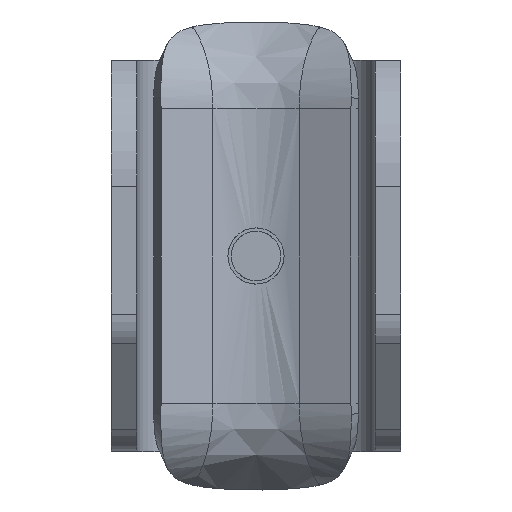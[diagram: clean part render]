
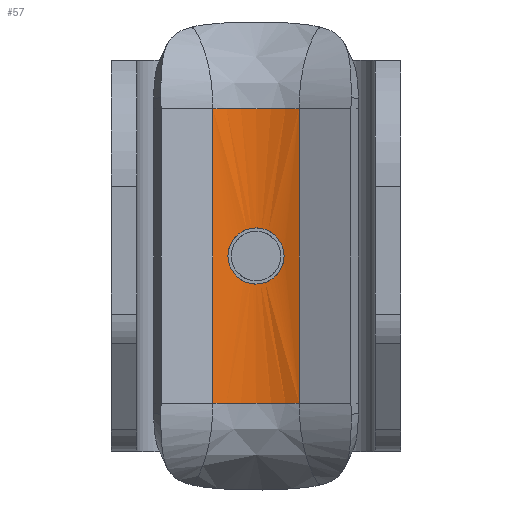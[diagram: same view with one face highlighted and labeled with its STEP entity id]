
A CAD part, front view. The second image highlights one B-rep face of the part: STEP entity #57.
In plain terms, the highlighted free-form (B-spline) face has degree [1, 2] with [2, 3] control points.
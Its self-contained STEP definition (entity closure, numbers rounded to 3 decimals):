
#22=FACE_BOUND('',#378,.T.);
#57=ADVANCED_FACE('',(#217,#22),#2493,.T.);
#217=FACE_OUTER_BOUND('',#377,.T.);
#377=EDGE_LOOP('',(#630,#631,#632,#633));
#378=EDGE_LOOP('',(#634,#635));
#630=ORIENTED_EDGE('',*,*,#1391,.T.);
#631=ORIENTED_EDGE('',*,*,#1368,.T.);
#632=ORIENTED_EDGE('',*,*,#1390,.F.);
#633=ORIENTED_EDGE('',*,*,#1372,.F.);
#634=ORIENTED_EDGE('',*,*,#1418,.F.);
#635=ORIENTED_EDGE('',*,*,#1414,.F.);
#1368=EDGE_CURVE('',#2174,#2175,#1749,.T.);
#1372=EDGE_CURVE('',#2176,#2177,#1752,.T.);
#1390=EDGE_CURVE('',#2177,#2175,#1764,.T.);
#1391=EDGE_CURVE('',#2176,#2174,#1870,.T.);
#1414=EDGE_CURVE('',#2196,#2199,#1891,.T.);
#1418=EDGE_CURVE('',#2199,#2196,#1892,.T.);
#1749=(
BOUNDED_CURVE()
B_SPLINE_CURVE(2,(#4096,#4097,#4098),.UNSPECIFIED.,.F.,.F.)
B_SPLINE_CURVE_WITH_KNOTS((3,3),(-5.236,0.),.UNSPECIFIED.)
CURVE()
GEOMETRIC_REPRESENTATION_ITEM()
RATIONAL_B_SPLINE_CURVE((1.,0.906,1.))
REPRESENTATION_ITEM('')
);
#1752=(
BOUNDED_CURVE()
B_SPLINE_CURVE(2,(#4107,#4108,#4109),.UNSPECIFIED.,.F.,.F.)
B_SPLINE_CURVE_WITH_KNOTS((3,3),(-5.236,0.),.UNSPECIFIED.)
CURVE()
GEOMETRIC_REPRESENTATION_ITEM()
RATIONAL_B_SPLINE_CURVE((1.,0.906,1.))
REPRESENTATION_ITEM('')
);
#1764=(
BOUNDED_CURVE()
B_SPLINE_CURVE(1,(#4155,#4156),.UNSPECIFIED.,.F.,.F.)
B_SPLINE_CURVE_WITH_KNOTS((2,2),(0.,17.317),.UNSPECIFIED.)
CURVE()
GEOMETRIC_REPRESENTATION_ITEM()
RATIONAL_B_SPLINE_CURVE((1.,1.))
REPRESENTATION_ITEM('')
);
#1870=B_SPLINE_CURVE_WITH_KNOTS('',1,(#4157,#4158),.UNSPECIFIED.,.F.,.F.,
(2,2),(0.,17.317),.UNSPECIFIED.);
#1891=B_SPLINE_CURVE_WITH_KNOTS('',3,(#4205,#4206,#4207,#4208,#4209,#4210,
#4211,#4212,#4213,#4214,#4215,#4216,#4217,#4218,#4219,#4220,#4221,#4222,
#4223,#4224,#4225,#4226,#4227,#4228,#4229,#4230,#4231),.UNSPECIFIED.,.F.,
 .F.,(4,2,2,2,2,2,3,2,2,2,2,2,4),(0.,0.333,0.653,
1.308,1.962,2.282,2.615,2.948,
3.268,3.923,4.577,4.897,5.23),
 .UNSPECIFIED.);
#1892=B_SPLINE_CURVE_WITH_KNOTS('',3,(#4241,#4242,#4243,#4244,#4245,#4246,
#4247,#4248,#4249,#4250,#4251,#4252,#4253,#4254,#4255,#4256,#4257,#4258,
#4259,#4260,#4261,#4262,#4263,#4264,#4265,#4266,#4267,#4268,#4269),
 .UNSPECIFIED.,.F.,.F.,(4,2,2,2,2,2,3,2,2,2,2,2,2,4),(5.23,
5.564,5.884,6.538,7.192,7.512,
7.845,8.172,8.498,9.152,9.478,
9.804,10.131,10.457),.UNSPECIFIED.);
#2174=VERTEX_POINT('',#3737);
#2175=VERTEX_POINT('',#3738);
#2176=VERTEX_POINT('',#3739);
#2177=VERTEX_POINT('',#3740);
#2196=VERTEX_POINT('',#3759);
#2199=VERTEX_POINT('',#3762);
#2493=(
BOUNDED_SURFACE()
B_SPLINE_SURFACE(1,2,((#3210,#3211,#3212),(#3213,#3214,#3215)),
 .UNSPECIFIED.,.F.,.F.,.F.)
B_SPLINE_SURFACE_WITH_KNOTS((2,2),(3,3),(0.,17.317),(-5.236,
0.),.UNSPECIFIED.)
GEOMETRIC_REPRESENTATION_ITEM()
RATIONAL_B_SPLINE_SURFACE(((1.,0.906,1.),(1.,0.906,
1.)))
REPRESENTATION_ITEM('')
SURFACE()
);
#3210=CARTESIAN_POINT('',(-2.536,-6.882,20.159));
#3211=CARTESIAN_POINT('',(0.,-5.699,20.159));
#3212=CARTESIAN_POINT('',(2.536,-6.882,20.159));
#3213=CARTESIAN_POINT('',(-2.536,-6.882,2.841));
#3214=CARTESIAN_POINT('',(0.,-5.699,2.841));
#3215=CARTESIAN_POINT('',(2.536,-6.882,2.841));
#3737=CARTESIAN_POINT('',(-2.536,-6.882,2.841));
#3738=CARTESIAN_POINT('',(2.536,-6.882,2.841));
#3739=CARTESIAN_POINT('',(-2.536,-6.882,20.159));
#3740=CARTESIAN_POINT('',(2.536,-6.882,20.159));
#3759=CARTESIAN_POINT('',(0.,-6.319,13.15));
#3762=CARTESIAN_POINT('',(0.,-6.319,9.85));
#4096=CARTESIAN_POINT('',(-2.536,-6.882,2.841));
#4097=CARTESIAN_POINT('',(0.,-5.699,2.841));
#4098=CARTESIAN_POINT('',(2.536,-6.882,2.841));
#4107=CARTESIAN_POINT('',(-2.536,-6.882,20.159));
#4108=CARTESIAN_POINT('',(0.,-5.699,20.159));
#4109=CARTESIAN_POINT('',(2.536,-6.882,20.159));
#4155=CARTESIAN_POINT('',(2.536,-6.882,20.159));
#4156=CARTESIAN_POINT('',(2.536,-6.882,2.841));
#4157=CARTESIAN_POINT('',(-2.536,-6.882,20.159));
#4158=CARTESIAN_POINT('',(-2.536,-6.882,2.841));
#4205=CARTESIAN_POINT('',(0.,-6.319,13.15));
#4206=CARTESIAN_POINT('',(-0.111,-6.319,13.15));
#4207=CARTESIAN_POINT('',(-0.221,-6.323,13.139));
#4208=CARTESIAN_POINT('',(-0.434,-6.334,13.095));
#4209=CARTESIAN_POINT('',(-0.536,-6.343,13.064));
#4210=CARTESIAN_POINT('',(-0.833,-6.374,12.94));
#4211=CARTESIAN_POINT('',(-1.014,-6.404,12.819));
#4212=CARTESIAN_POINT('',(-1.319,-6.464,12.514));
#4213=CARTESIAN_POINT('',(-1.44,-6.494,12.333));
#4214=CARTESIAN_POINT('',(-1.564,-6.527,12.036));
#4215=CARTESIAN_POINT('',(-1.595,-6.535,11.934));
#4216=CARTESIAN_POINT('',(-1.639,-6.548,11.721));
#4217=CARTESIAN_POINT('',(-1.65,-6.551,11.611));
#4218=CARTESIAN_POINT('',(-1.65,-6.551,11.5));
#4219=CARTESIAN_POINT('',(-1.65,-6.551,11.389));
#4220=CARTESIAN_POINT('',(-1.639,-6.548,11.279));
#4221=CARTESIAN_POINT('',(-1.595,-6.535,11.066));
#4222=CARTESIAN_POINT('',(-1.564,-6.527,10.964));
#4223=CARTESIAN_POINT('',(-1.44,-6.494,10.667));
#4224=CARTESIAN_POINT('',(-1.319,-6.464,10.486));
#4225=CARTESIAN_POINT('',(-1.014,-6.404,10.181));
#4226=CARTESIAN_POINT('',(-0.833,-6.374,10.06));
#4227=CARTESIAN_POINT('',(-0.536,-6.343,9.936));
#4228=CARTESIAN_POINT('',(-0.434,-6.334,9.905));
#4229=CARTESIAN_POINT('',(-0.221,-6.323,9.861));
#4230=CARTESIAN_POINT('',(-0.111,-6.319,9.85));
#4231=CARTESIAN_POINT('',(0.,-6.319,9.85));
#4241=CARTESIAN_POINT('',(0.,-6.319,9.85));
#4242=CARTESIAN_POINT('',(0.111,-6.319,9.85));
#4243=CARTESIAN_POINT('',(0.221,-6.323,9.861));
#4244=CARTESIAN_POINT('',(0.434,-6.334,9.905));
#4245=CARTESIAN_POINT('',(0.536,-6.343,9.936));
#4246=CARTESIAN_POINT('',(0.833,-6.374,10.06));
#4247=CARTESIAN_POINT('',(1.014,-6.404,10.181));
#4248=CARTESIAN_POINT('',(1.319,-6.464,10.486));
#4249=CARTESIAN_POINT('',(1.44,-6.494,10.667));
#4250=CARTESIAN_POINT('',(1.564,-6.527,10.964));
#4251=CARTESIAN_POINT('',(1.595,-6.535,11.066));
#4252=CARTESIAN_POINT('',(1.639,-6.548,11.279));
#4253=CARTESIAN_POINT('',(1.65,-6.551,11.389));
#4254=CARTESIAN_POINT('',(1.65,-6.551,11.5));
#4255=CARTESIAN_POINT('',(1.65,-6.551,11.609));
#4256=CARTESIAN_POINT('',(1.639,-6.548,11.717));
#4257=CARTESIAN_POINT('',(1.597,-6.536,11.93));
#4258=CARTESIAN_POINT('',(1.565,-6.527,12.034));
#4259=CARTESIAN_POINT('',(1.44,-6.494,12.333));
#4260=CARTESIAN_POINT('',(1.319,-6.464,12.514));
#4261=CARTESIAN_POINT('',(1.091,-6.419,12.743));
#4262=CARTESIAN_POINT('',(1.007,-6.404,12.811));
#4263=CARTESIAN_POINT('',(0.829,-6.376,12.931));
#4264=CARTESIAN_POINT('',(0.733,-6.364,12.982));
#4265=CARTESIAN_POINT('',(0.534,-6.342,13.065));
#4266=CARTESIAN_POINT('',(0.43,-6.334,13.097));
#4267=CARTESIAN_POINT('',(0.217,-6.322,13.139));
#4268=CARTESIAN_POINT('',(0.109,-6.319,13.15));
#4269=CARTESIAN_POINT('',(0.,-6.319,13.15));
